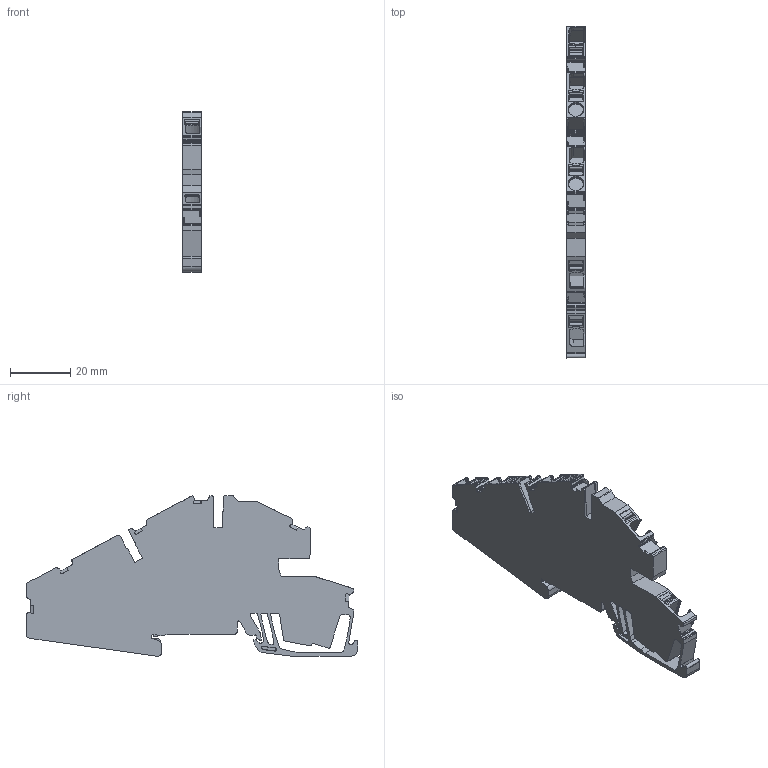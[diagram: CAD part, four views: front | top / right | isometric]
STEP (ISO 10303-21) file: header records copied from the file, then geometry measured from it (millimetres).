
FILE_DESCRIPTION(('CATIA V5 STEP Exchange','CAx-IF Rec.Pracs.--- Model Styling and Organization---1.5--- 2016-08-15','CAx-IF Rec.Pracs.---Supplemental Geometry---1.0---2011-11-01','CAx-IF Rec.Pracs.--- Composite Materials ---1.1---2010-07-15'),'2;1');
FILE_NAME ('1117345-2_2', '2025-09-19T08:35:30+00:00', ('none'), ('Weidmueller'), 'CATIA Version 5-6 Release 2024 SP4', 'CATIA V5 STEP AP214 v3', 'none');
FILE_SCHEMA(('AUTOMOTIVE_DESIGN { 1 0 10303 214 1 1 1 1 }'));
Length unit declared in the file: millimetre
Products named in the file (1): 2669090000
Bounding box: 6.1 x 110.24 x 53.31 mm (x, y, z)
Volume: 21473.9 mm3; surface area: 12009.5 mm2
Topology: 7 solids, 7 shells, 767 faces, 2254 edges, 1507 vertices
Faces by surface type: plane 393, cylinder 339, cone 20, bspline 9, extrusion 5, torus 1
Entity records: 25824 total; most frequent: CARTESIAN_POINT 6099, ORIENTED_EDGE 4508, DIRECTION 3385, EDGE_CURVE 2254, VERTEX_POINT 1507, VECTOR 1485, LINE 1480, AXIS2_PLACEMENT_3D 1255
